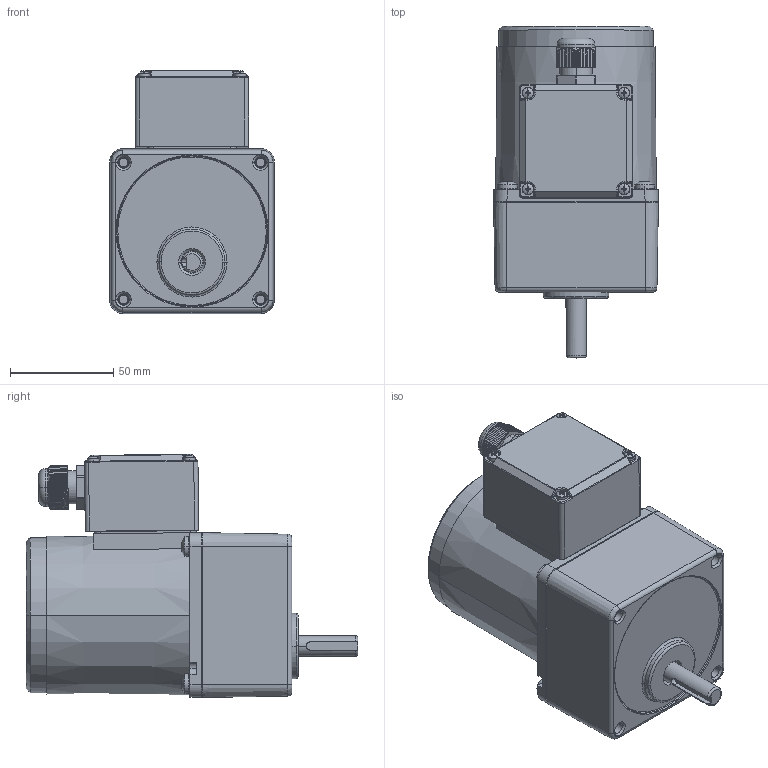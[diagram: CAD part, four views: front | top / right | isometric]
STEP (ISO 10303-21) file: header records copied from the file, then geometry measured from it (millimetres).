
FILE_DESCRIPTION (( 'STEP AP203' ), '1' );
FILE_NAME ('4IK25GN-CT(4GN3K-200K).STEP', '2022-10-28T05:18:19', ( 'Windows User' ), ( 'P R C' ), 'SwSTEP 2.0', 'SolidWorks 2019', '' );
FILE_SCHEMA (( 'CONFIG_CONTROL_DESIGN' ));
Length unit declared in the file: millimetre
Products named in the file (10): M3^4IK25GN-CT(4GN3K-200K)(2)_4IK25GN-CT(4GN3K-200K); 4IK25GN-CT^4IK25GN-CT(4GN3K-200K)(2)_4IK25GN-CT(4GN3K-200K); 4IK25GN-CT(4GN3K-200K); PRT0012^4IK25GN-CT(4GN3K-200K)(2)_4IK25GN-CT(4GN3K-200K); M5^4IK25GN-CT(4GN3K-200K)(2)_4IK25GN-CT(4GN3K-200K); PRT0013^4IK25GN-CT(4GN3K-200K)(2)_4IK25GN-CT(4GN3K-200K); 4GN3K-200K; 4IK25GN-CT(4GN3K-200K)(2)^4IK25GN-CT(4GN3K-200K); PRT0011^4IK25GN-CT(4GN3K-200K)(2)_4IK25GN-CT(4GN3K-200K); SJQ^4IK25GN-CT(4GN3K-200K)(2)_4IK25GN-CT(4GN3K-200K)
Assembly tree (12 placements, depth 3):
  4IK25GN-CT(4GN3K-200K)
    4IK25GN-CT(4GN3K-200K)(2)^4IK25GN-CT(4GN3K-200K)
      4IK25GN-CT^4IK25GN-CT(4GN3K-200K)(2)_4IK25GN-CT(4GN3K-200K)
      M3^4IK25GN-CT(4GN3K-200K)(2)_4IK25GN-CT(4GN3K-200K)
      PRT0011^4IK25GN-CT(4GN3K-200K)(2)_4IK25GN-CT(4GN3K-200K)
      PRT0012^4IK25GN-CT(4GN3K-200K)(2)_4IK25GN-CT(4GN3K-200K)
      PRT0013^4IK25GN-CT(4GN3K-200K)(2)_4IK25GN-CT(4GN3K-200K)
      SJQ^4IK25GN-CT(4GN3K-200K)(2)_4IK25GN-CT(4GN3K-200K)
      M5^4IK25GN-CT(4GN3K-200K)(2)_4IK25GN-CT(4GN3K-200K)  x4
    4GN3K-200K
Bounding box: 80 x 161 x 117.95 mm (x, y, z)
Volume: 516055.8 mm3; surface area: 106853.7 mm2
Topology: 11 solids, 12 shells, 1700 faces, 4430 edges, 2749 vertices
Faces by surface type: cone 737, cylinder 578, plane 274, torus 58, bspline 29, sphere 24
Entity records: 40439 total; most frequent: CARTESIAN_POINT 10080, DIRECTION 6603, ORIENTED_EDGE 6030, EDGE_CURVE 3015, AXIS2_PLACEMENT_3D 2727, VERTEX_POINT 1894, CIRCLE 1562, EDGE_LOOP 1235
